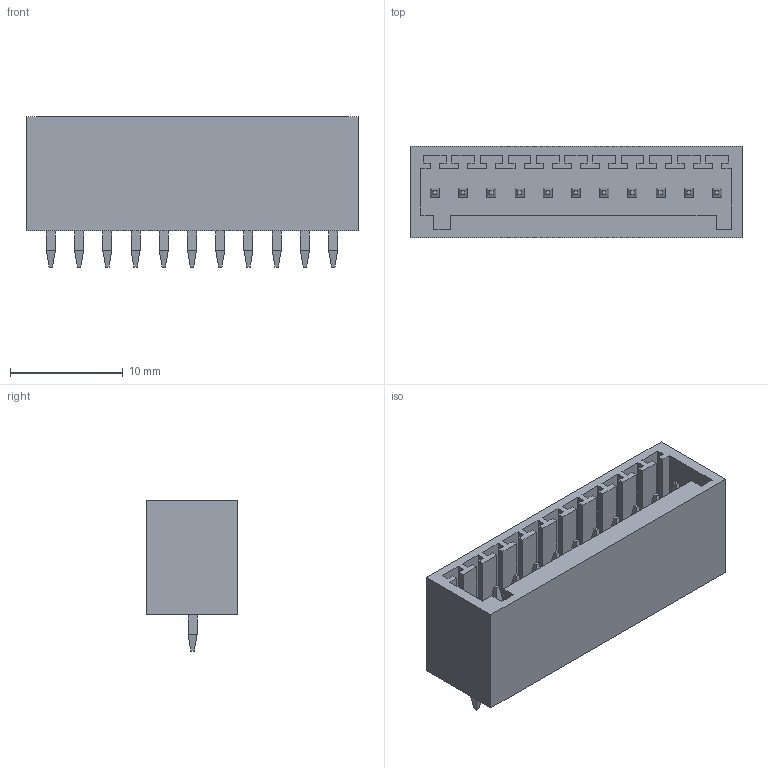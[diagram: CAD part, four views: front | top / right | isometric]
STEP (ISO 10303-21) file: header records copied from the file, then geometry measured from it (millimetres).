
FILE_DESCRIPTION(('CATIA V5R24 STEP','CAx-IF Rec.Pracs.--- Model Styling and Organization---1.2---2011-12-15'),'2;1');
FILE_NAME ('D1462146_0', '2016-04-19T15:30:20+00:00', ('Weidmueller Interface'), ('Weidmueller'), 'CATIA Version 5-6 Release 2014 SP4', 'CATIA V5 STEP AP214', 'none');
FILE_SCHEMA(('AUTOMOTIVE_DESIGN { 1 0 10303 214 1 1 1 1 }'));
Length unit declared in the file: millimetre
Products named in the file (1): 2440000000_SL 2.50/11/180G 3.2SN BK BX
Bounding box: 29.4 x 8.1 x 13.3 mm (x, y, z)
Volume: 1559.2 mm3; surface area: 2319.2 mm2
Topology: 11 solids, 12 shells, 369 faces, 878 edges, 556 vertices
Faces by surface type: plane 369
Entity records: 10683 total; most frequent: CARTESIAN_POINT 1804, ORIENTED_EDGE 1756, DIRECTION 1616, VECTOR 878, EDGE_CURVE 878, LINE 878, VERTEX_POINT 556, EDGE_LOOP 392
